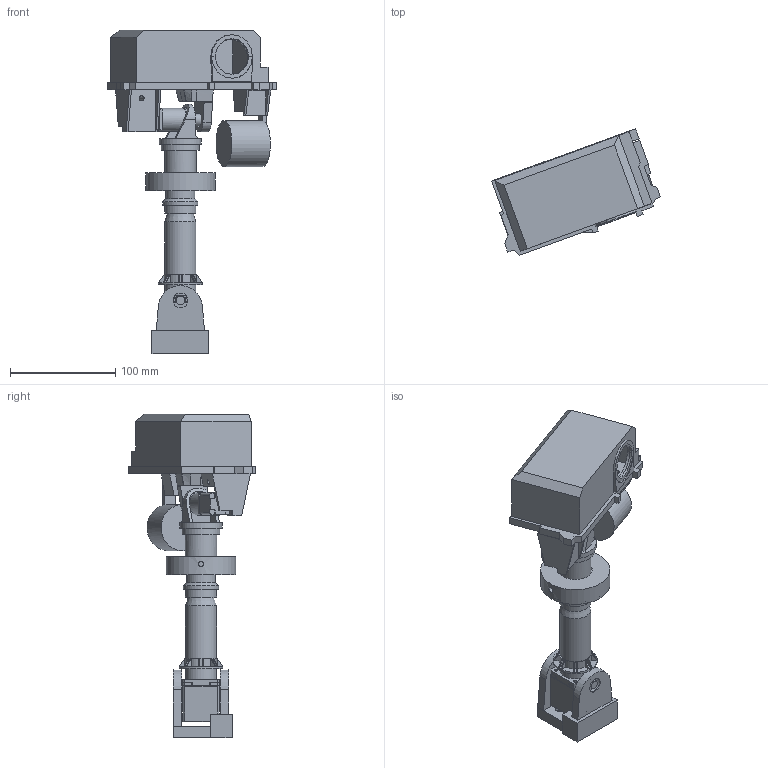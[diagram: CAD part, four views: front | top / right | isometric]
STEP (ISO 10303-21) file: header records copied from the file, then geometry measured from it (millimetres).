
FILE_DESCRIPTION(/* description */ (''),/* implementation_level */ '2;1');
FILE_NAME(/* name */ 'Assembly Mast v32.stp',/* time_stamp */ '2020-12-05T17:55:33+01:00',/* author */ (''),/* organization */ (''),/* preprocessor_version */ 'ST-DEVELOPER v18.1',/* originating_system */ 'Autodesk Translation Framework v9.3.0.1241',/* authorisation */ '');
FILE_SCHEMA (('AUTOMOTIVE_DESIGN { 1 0 10303 214 3 1 1 }'));
Length unit declared in the file: millimetre
Products named in the file (30): _Assembly Mast; Nema 14; Fixation Nema14; Support; Mast 1; Mast 2; Mast_Foot; Rolling; Mast 3; Axe; Bague Sup; Connexion_Moteur; Tige_Filtée_4; Entretoise M4; Cale Nema14; _Assembly Camera 2; Camera; Support Camera; Under Camera; Under Cam; Camera Front; Nema 8 90:1; Moyeu 6 Hex 12; Support motor cam 2; Support motor rotor 2; Component1; Component2; Component3; Under Camera 2; Under Cam_1
Assembly tree (30 placements, depth 4):
  _Assembly Mast
    Nema 14
    Fixation Nema14  x2
    Support
    Mast 1
    Mast 2
      Mast_Foot
    Rolling
    Mast 3
    Axe
      Bague Sup
      Connexion_Moteur
      Tige_Filtée_4
      Entretoise M4
    Cale Nema14
    _Assembly Camera 2
      Camera
      Support Camera
      Under Camera
        Under Cam
      Camera Front
      Nema 8 90:1
      Moyeu 6 Hex 12
      Support motor cam 2
      Support motor rotor 2
        Component1
        Component2
        Component3
      Under Camera 2
        Under Cam_1
Bounding box: 160.37 x 120.45 x 308.15 mm (x, y, z)
Volume: 498843.1 mm3; surface area: 235050.4 mm2
Topology: 30 solids, 30 shells, 920 faces, 2141 edges, 1344 vertices
Faces by surface type: plane 583, cylinder 254, torus 34, sphere 28, bspline 18, cone 3
Full cylindrical faces by diameter (mm): 1.5 x12, 2.2 x20, 2.5 x4, 3 x5, 3.2 x4, 3.5 x2, 4 x5, 4.2 x14, 4.5 x3, 5 x23, 5.2 x10, 6 x2, 7 x9, 8 x3, 8.1 x2, 11.5 x1, 13 x1, 14 x3, 15 x2, 17.3 x1, 22 x4, 22.1 x2, 22.2 x1, 23.3 x1, 23.5 x1, 24.8 x2, 25 x2, 27.5 x1, 29.5 x2, 29.8 x1
Entity records: 26905 total; most frequent: CARTESIAN_POINT 4831, DIRECTION 4586, ORIENTED_EDGE 4142, EDGE_CURVE 2071, AXIS2_PLACEMENT_3D 1592, LINE 1402, VECTOR 1402, VERTEX_POINT 1301
